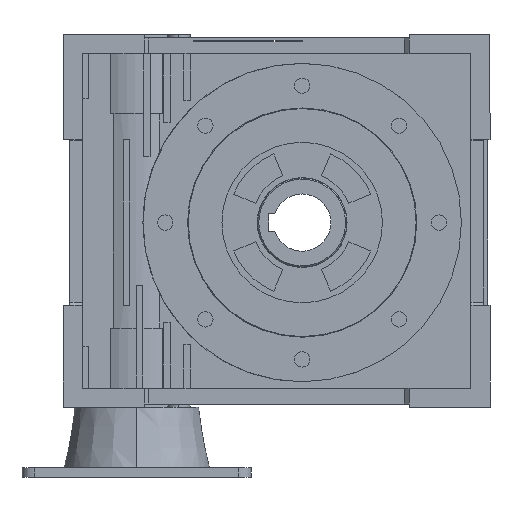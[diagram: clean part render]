
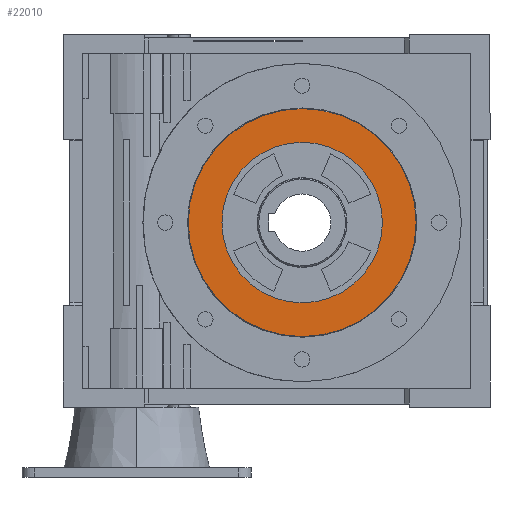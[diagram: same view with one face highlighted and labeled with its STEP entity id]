
A CAD part, left-side view. The second image highlights one B-rep face of the part: STEP entity #22010.
In plain terms, the highlighted planar face has unit normal (-1, 0, 0).
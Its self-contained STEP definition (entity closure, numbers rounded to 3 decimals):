
#331 = CARTESIAN_POINT ( 'NONE',  ( -85., 0., 0. ) ) ;
#679 = AXIS2_PLACEMENT_3D ( 'NONE', #4830, #6386, #15388 ) ;
#914 = DIRECTION ( 'NONE',  ( 1., 0., 0. ) ) ;
#931 = DIRECTION ( 'NONE',  ( 0., 0., 1. ) ) ;
#2118 = DIRECTION ( 'NONE',  ( 0., 0., -1. ) ) ;
#2963 = ORIENTED_EDGE ( 'NONE', *, *, #14459, .T. ) ;
#3088 = CARTESIAN_POINT ( 'NONE',  ( -85., 0., 0. ) ) ;
#4137 = EDGE_CURVE ( 'NONE', #23084, #7717, #13239, .T. ) ;
#4795 = VERTEX_POINT ( 'NONE', #17222 ) ;
#4830 = CARTESIAN_POINT ( 'NONE',  ( -85., 0., 0. ) ) ;
#5438 = ORIENTED_EDGE ( 'NONE', *, *, #4137, .T. ) ;
#6386 = DIRECTION ( 'NONE',  ( 1., 0., 0. ) ) ;
#7354 = EDGE_LOOP ( 'NONE', ( #2963, #5438 ) ) ;
#7717 = VERTEX_POINT ( 'NONE', #21955 ) ;
#8176 = CARTESIAN_POINT ( 'NONE',  ( -85., 0., 0. ) ) ;
#8530 = VERTEX_POINT ( 'NONE', #12621 ) ;
#9468 = PLANE ( 'NONE',  #11780 ) ;
#10133 = DIRECTION ( 'NONE',  ( -1., 0., 0. ) ) ;
#10716 = EDGE_LOOP ( 'NONE', ( #13521, #21679 ) ) ;
#11259 = AXIS2_PLACEMENT_3D ( 'NONE', #20517, #914, #13451 ) ;
#11780 = AXIS2_PLACEMENT_3D ( 'NONE', #331, #12852, #2118 ) ;
#12621 = CARTESIAN_POINT ( 'NONE',  ( -85., 0., -89.5 ) ) ;
#12852 = DIRECTION ( 'NONE',  ( -1., 0., 0. ) ) ;
#13239 = CIRCLE ( 'NONE', #679, 63. ) ;
#13451 = DIRECTION ( 'NONE',  ( 0., 0., -1. ) ) ;
#13521 = ORIENTED_EDGE ( 'NONE', *, *, #22671, .T. ) ;
#14459 = EDGE_CURVE ( 'NONE', #7717, #23084, #20720, .T. ) ;
#14604 = CARTESIAN_POINT ( 'NONE',  ( -85., 0., -63. ) ) ;
#15388 = DIRECTION ( 'NONE',  ( 0., 0., -1. ) ) ;
#17222 = CARTESIAN_POINT ( 'NONE',  ( -85., 0., 89.5 ) ) ;
#17843 = FACE_OUTER_BOUND ( 'NONE', #10716, .T. ) ;
#17876 = AXIS2_PLACEMENT_3D ( 'NONE', #8176, #19049, #931 ) ;
#19049 = DIRECTION ( 'NONE',  ( -1., 0., 0. ) ) ;
#19112 = CIRCLE ( 'NONE', #23174, 89.5 ) ;
#20517 = CARTESIAN_POINT ( 'NONE',  ( -85., 0., 0. ) ) ;
#20720 = CIRCLE ( 'NONE', #11259, 63. ) ;
#21067 = DIRECTION ( 'NONE',  ( 0., 0., 1. ) ) ;
#21191 = EDGE_CURVE ( 'NONE', #4795, #8530, #22953, .T. ) ;
#21679 = ORIENTED_EDGE ( 'NONE', *, *, #21191, .T. ) ;
#21955 = CARTESIAN_POINT ( 'NONE',  ( -85., 0., 63. ) ) ;
#22010 = ADVANCED_FACE ( 'NONE', ( #17843, #22622 ), #9468, .T. ) ;
#22622 = FACE_BOUND ( 'NONE', #7354, .T. ) ;
#22671 = EDGE_CURVE ( 'NONE', #8530, #4795, #19112, .T. ) ;
#22953 = CIRCLE ( 'NONE', #17876, 89.5 ) ;
#23084 = VERTEX_POINT ( 'NONE', #14604 ) ;
#23174 = AXIS2_PLACEMENT_3D ( 'NONE', #3088, #10133, #21067 ) ;
